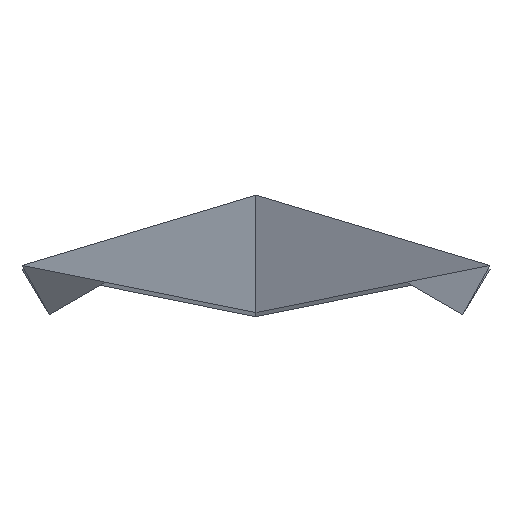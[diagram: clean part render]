
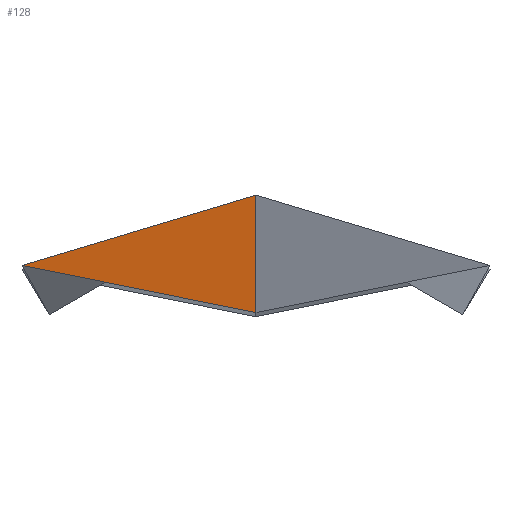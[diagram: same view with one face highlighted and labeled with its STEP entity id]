
A CAD part, top view. The second image highlights one B-rep face of the part: STEP entity #128.
In plain terms, the highlighted planar face has unit normal (-0.199, -0.975, -0.098).
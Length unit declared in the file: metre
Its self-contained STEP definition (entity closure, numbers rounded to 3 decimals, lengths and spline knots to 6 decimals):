
#3 = VERTEX_POINT ( 'NONE', #80 ) ;
#11 = EDGE_CURVE ( 'NONE', #129, #40, #233, .T. ) ;
#30 = VECTOR ( 'NONE', #109, 1. ) ;
#37 = ORIENTED_EDGE ( 'NONE', *, *, #11, .F. ) ;
#40 = VERTEX_POINT ( 'NONE', #171 ) ;
#52 = CARTESIAN_POINT ( 'NONE',  ( 0., -0.00502, 0.049953 ) ) ;
#67 = ORIENTED_EDGE ( 'NONE', *, *, #193, .F. ) ;
#72 = CARTESIAN_POINT ( 'NONE',  ( -0.009841, -0.003037, 0.050152 ) ) ;
#74 = LINE ( 'NONE', #72, #30 ) ;
#80 = CARTESIAN_POINT ( 'NONE',  ( -0.009841, -0.003037, 0.050152 ) ) ;
#91 = PLANE ( 'NONE',  #239 ) ;
#96 = CARTESIAN_POINT ( 'NONE',  ( 0., 0., 0. ) ) ;
#109 = DIRECTION ( 'NONE',  ( 0.98, -0.198, -0.02 ) ) ;
#128 = ADVANCED_FACE ( 'NONE', ( #223 ), #91, .T. ) ;
#129 = VERTEX_POINT ( 'NONE', #52 ) ;
#146 = ORIENTED_EDGE ( 'NONE', *, *, #256, .F. ) ;
#171 = CARTESIAN_POINT ( 'NONE',  ( 0., 0., 0. ) ) ;
#180 = DIRECTION ( 'NONE',  ( -0.192, -0.059, 0.98 ) ) ;
#193 = EDGE_CURVE ( 'NONE', #40, #3, #261, .T. ) ;
#197 = VECTOR ( 'NONE', #255, 1. ) ;
#203 = VECTOR ( 'NONE', #180, 1. ) ;
#223 = FACE_OUTER_BOUND ( 'NONE', #247, .T. ) ;
#232 = CARTESIAN_POINT ( 'NONE',  ( 0., -0.00502, 0.049953 ) ) ;
#233 = LINE ( 'NONE', #232, #197 ) ;
#239 = AXIS2_PLACEMENT_3D ( 'NONE', #96, #281, #265 ) ;
#247 = EDGE_LOOP ( 'NONE', ( #67, #37, #146 ) ) ;
#255 = DIRECTION ( 'NONE',  ( 0., 0.1, -0.995 ) ) ;
#256 = EDGE_CURVE ( 'NONE', #3, #129, #74, .T. ) ;
#261 = LINE ( 'NONE', #284, #203 ) ;
#265 = DIRECTION ( 'NONE',  ( 0.98, -0.2, 0. ) ) ;
#281 = DIRECTION ( 'NONE',  ( -0.199, -0.975, -0.098 ) ) ;
#284 = CARTESIAN_POINT ( 'NONE',  ( 0., 0., 0. ) ) ;
